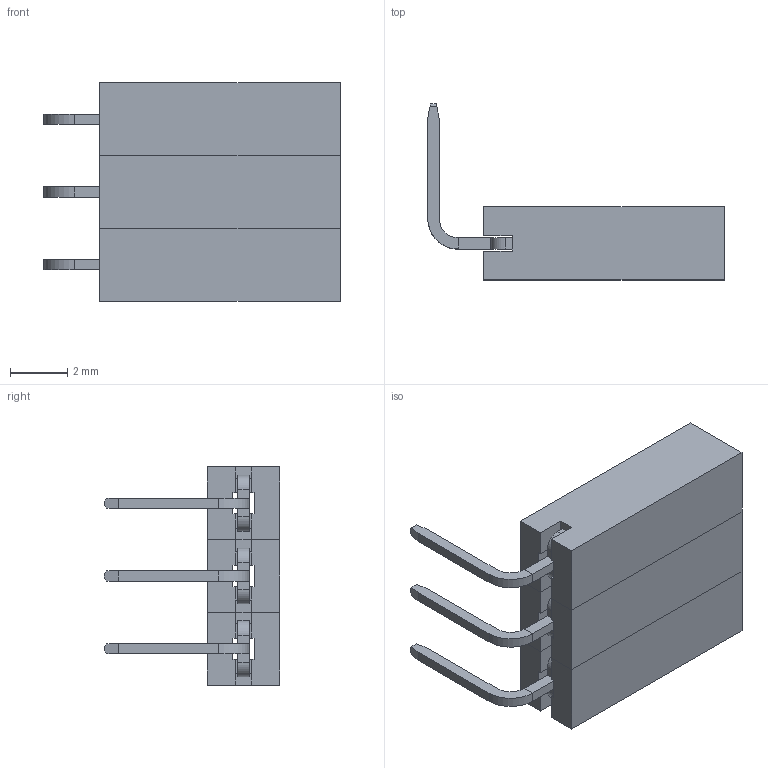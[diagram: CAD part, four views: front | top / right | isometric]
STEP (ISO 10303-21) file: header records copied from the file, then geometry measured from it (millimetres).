
FILE_DESCRIPTION (( 'STEP AP214' ), '1' );
FILE_NAME ('H254_90deg_3pin.STEP', '2021-08-17T14:20:22', ( '' ), ( '' ), 'SwSTEP 2.0', 'SolidWorks 2021', '' );
FILE_SCHEMA (( 'AUTOMOTIVE_DESIGN' ));
Length unit declared in the file: millimetre
Products named in the file (4): frame_H254; H254_90deg_3pin; FrameAndPin_H254_90deg; pin-90deg
Assembly tree (5 placements, depth 3):
  H254_90deg_3pin
    FrameAndPin_H254_90deg  x3
      frame_H254
      pin-90deg
Bounding box: 10.35 x 6.14 x 7.62 mm (x, y, z)
Volume: 137.9 mm3; surface area: 499 mm2
Topology: 6 solids, 6 shells, 174 faces, 459 edges, 294 vertices
Faces by surface type: plane 147, cylinder 27
Entity records: 1962 total; most frequent: CARTESIAN_POINT 459, ORIENTED_EDGE 306, DIRECTION 258, EDGE_CURVE 153, VERTEX_POINT 98, VECTOR 88, LINE 88, AXIS2_PLACEMENT_3D 85
